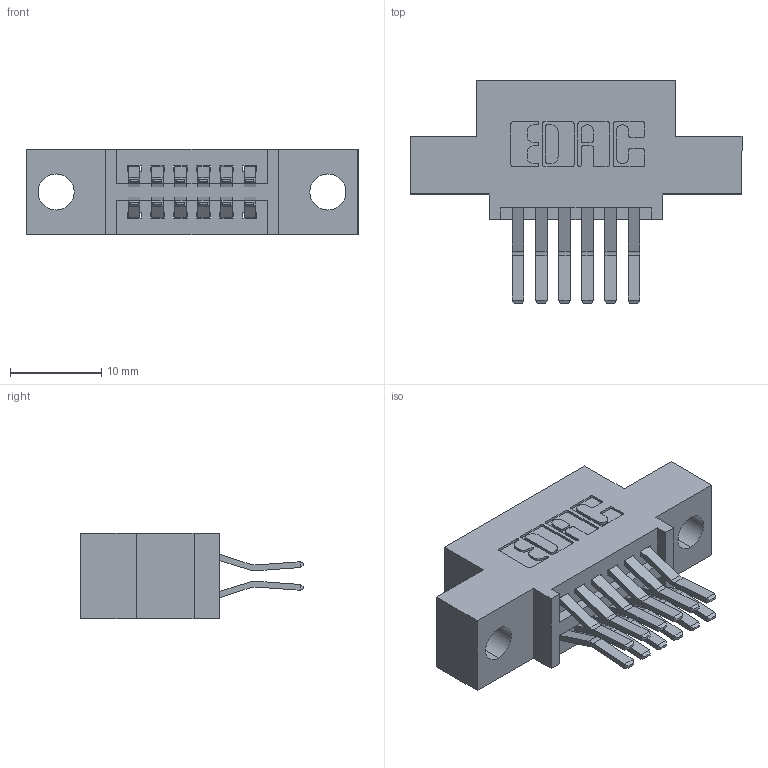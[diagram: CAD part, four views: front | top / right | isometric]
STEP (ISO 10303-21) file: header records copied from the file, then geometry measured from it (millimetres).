
FILE_DESCRIPTION (( 'STEP AP203' ), '1' );
FILE_NAME ('395-012-560-504.STEP', '2018-11-05T20:21:26', ( '' ), ( '' ), 'SwSTEP 2.0', 'SolidWorks 2016', '' );
FILE_SCHEMA (( 'CONFIG_CONTROL_DESIGN' ));
Length unit declared in the file: inch
Products named in the file (3): 345 Part_0.110 Offset - 0.156 Dia-TH; 395-012-560-504; 345-292-001_560 Tail
Assembly tree (13 placements, depth 2):
  395-012-560-504
    345 Part_0.110 Offset - 0.156 Dia-TH
    345-292-001_560 Tail  x12
Bounding box: 36.45 x 24.45 x 9.4 mm (x, y, z)
Volume: 3124 mm3; surface area: 4030.8 mm2
Topology: 13 solids, 13 shells, 754 faces, 2213 edges, 1458 vertices
Faces by surface type: plane 480, cylinder 274
Entity records: 9777 total; most frequent: CARTESIAN_POINT 1676, ORIENTED_EDGE 1610, DIRECTION 1525, EDGE_CURVE 805, LINE 645, VECTOR 645, VERTEX_POINT 534, AXIS2_PLACEMENT_3D 440
